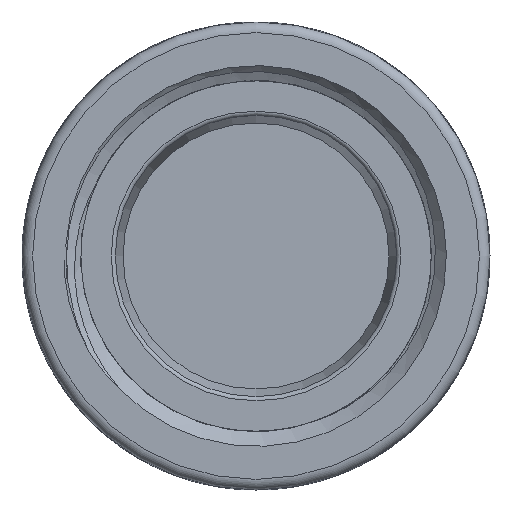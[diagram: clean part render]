
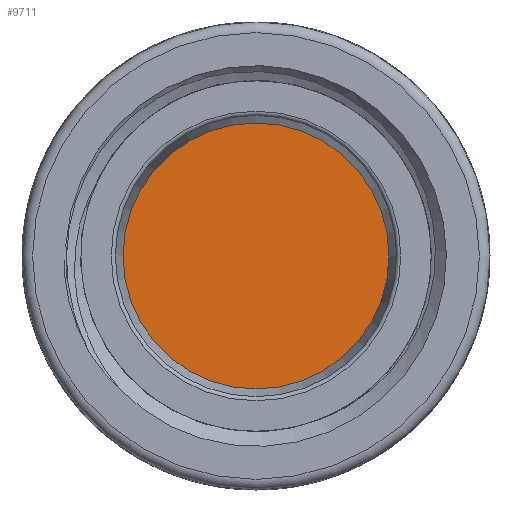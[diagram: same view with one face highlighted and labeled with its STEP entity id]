
A CAD part, left-side view. The second image highlights one B-rep face of the part: STEP entity #9711.
In plain terms, the highlighted planar face has unit normal (-1, 0, 0).
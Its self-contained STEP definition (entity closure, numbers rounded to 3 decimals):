
#1966=CIRCLE($,#9729,6.25);
#2577=PLANE($,#11245);
#3133=FACE_OUTER_BOUND($,#3763,.T.);
#3763=EDGE_LOOP($,(#9149));
#3792=VERTEX_POINT($,#16130);
#4775=EDGE_CURVE($,#3792,#3792,#1966,.T.);
#9149=ORIENTED_EDGE($,*,*,#4775,.F.);
#9711=ADVANCED_FACE($,(#3133),#2577,.T.);
#9729=AXIS2_PLACEMENT_3D($,#16131,#11275,#11276);
#11245=AXIS2_PLACEMENT_3D($,#19091,#14787,#14788);
#11275=DIRECTION('center_axis',(1.,0.,0.));
#11276=DIRECTION('ref_axis',(0.,1.,0.));
#14787=DIRECTION('center_axis',(-1.,0.,0.));
#14788=DIRECTION('ref_axis',(0.,0.,1.));
#16130=CARTESIAN_POINT('',(0.,6.25,0.));
#16131=CARTESIAN_POINT('Origin',(0.,0.,0.));
#19091=CARTESIAN_POINT('Origin',(0.,8.625,0.));
